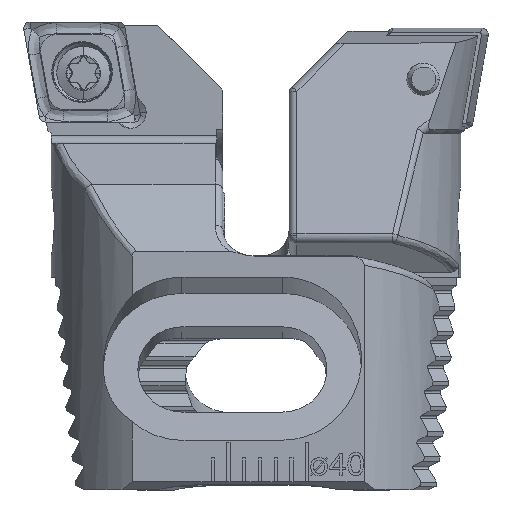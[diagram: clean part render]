
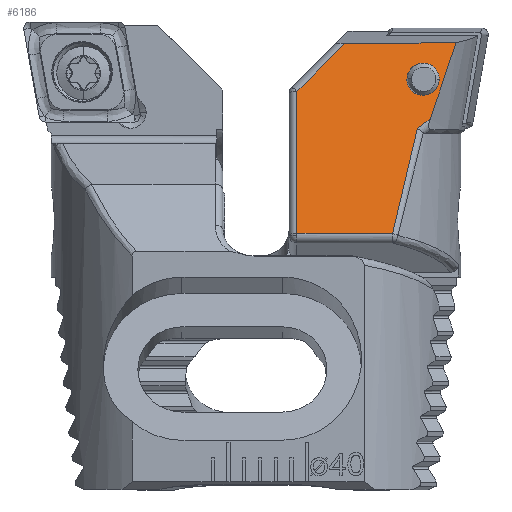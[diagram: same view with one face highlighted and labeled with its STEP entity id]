
A CAD part, top view. The second image highlights one B-rep face of the part: STEP entity #6186.
In plain terms, the highlighted face is planar.
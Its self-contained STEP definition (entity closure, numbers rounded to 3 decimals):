
#667 = ORIENTED_EDGE ( 'NONE', *, *, #951, .T. ) ;
#849 = ORIENTED_EDGE ( 'NONE', *, *, #19209, .T. ) ;
#911 = CARTESIAN_POINT ( 'NONE',  ( 2.043, -1.329, -6.027 ) ) ;
#951 = EDGE_CURVE ( 'NONE', #19804, #5510, #14899, .T. ) ;
#1471 = CARTESIAN_POINT ( 'NONE',  ( 5.196, -5.692, -7.196 ) ) ;
#1856 = CARTESIAN_POINT ( 'NONE',  ( 3.114, -3.642, -6.647 ) ) ;
#2160 = ORIENTED_EDGE ( 'NONE', *, *, #17129, .T. ) ;
#2672 = FACE_BOUND ( 'NONE', #8872, .T. ) ;
#3271 = CARTESIAN_POINT ( 'NONE',  ( 9.113, -1.376, -6.039 ) ) ;
#3484 = ORIENTED_EDGE ( 'NONE', *, *, #22698, .T. ) ;
#3773 = ORIENTED_EDGE ( 'NONE', *, *, #14087, .T. ) ;
#4380 = CARTESIAN_POINT ( 'NONE',  ( 12.15, -0.147, -5.71 ) ) ;
#4447 = CARTESIAN_POINT ( 'NONE',  ( 12.15, -4.413, -6.853 ) ) ;
#4619 = CARTESIAN_POINT ( 'NONE',  ( 2.576, -3.002, -6.475 ) ) ;
#4766 = CARTESIAN_POINT ( 'NONE',  ( 5.167, -3.642, -6.647 ) ) ;
#4943 = LINE ( 'NONE', #4380, #19022 ) ;
#5135 =( BOUNDED_CURVE ( )  B_SPLINE_CURVE ( 3, ( #22041, #11019, #12855, #1856 ),
 .UNSPECIFIED., .F., .T. ) 
 B_SPLINE_CURVE_WITH_KNOTS ( ( 4, 4 ),
 ( 4.519, 7.661 ),
 .UNSPECIFIED. ) 
 CURVE ( )  GEOMETRIC_REPRESENTATION_ITEM ( )  RATIONAL_B_SPLINE_CURVE ( ( 1., 0.333, 0.333, 1. ) ) 
 REPRESENTATION_ITEM ( '' )  );
#5510 = VERTEX_POINT ( 'NONE', #911 ) ;
#5537 = CARTESIAN_POINT ( 'NONE',  ( 29.25, -13.434, -9.271 ) ) ;
#5575 =( BOUNDED_CURVE ( )  B_SPLINE_CURVE ( 3, ( #18773, #7867, #9714, #22555 ),
 .UNSPECIFIED., .F., .F. ) 
 B_SPLINE_CURVE_WITH_KNOTS ( ( 4, 4 ),
 ( 3.891, 4.09 ),
 .UNSPECIFIED. ) 
 CURVE ( )  GEOMETRIC_REPRESENTATION_ITEM ( )  RATIONAL_B_SPLINE_CURVE ( ( 1., 0.997, 0.997, 1. ) ) 
 REPRESENTATION_ITEM ( '' )  );
#6027 = VERTEX_POINT ( 'NONE', #13054 ) ;
#6164 = CARTESIAN_POINT ( 'NONE',  ( 6.078, -13.434, -9.271 ) ) ;
#6180 = CARTESIAN_POINT ( 'NONE',  ( 18.197, -10.459, -8.473 ) ) ;
#6186 = ADVANCED_FACE ( 'NONE', ( #2672, #15589 ), #7268, .F. ) ;
#6238 = DIRECTION ( 'NONE',  ( 0., -0.966, -0.259 ) ) ;
#6384 = VERTEX_POINT ( 'NONE', #4447 ) ;
#6624 =( BOUNDED_CURVE ( )  B_SPLINE_CURVE ( 3, ( #19795, #10623, #1471, #14304 ),
 .UNSPECIFIED., .F., .T. ) 
 B_SPLINE_CURVE_WITH_KNOTS ( ( 4, 4 ),
 ( 1.378, 4.519 ),
 .UNSPECIFIED. ) 
 CURVE ( )  GEOMETRIC_REPRESENTATION_ITEM ( )  RATIONAL_B_SPLINE_CURVE ( ( 1., 0.333, 0.333, 1. ) ) 
 REPRESENTATION_ITEM ( '' )  );
#7035 = EDGE_LOOP ( 'NONE', ( #18759, #667, #14921, #2160, #849, #9571, #3484 ) ) ;
#7126 = DIRECTION ( 'NONE',  ( 0., -0.259, 0.966 ) ) ;
#7268 = PLANE ( 'NONE',  #18422 ) ;
#7367 = EDGE_CURVE ( 'NONE', #6027, #19804, #18477, .T. ) ;
#7867 = CARTESIAN_POINT ( 'NONE',  ( 5.495, -11.409, -8.728 ) ) ;
#8316 = CARTESIAN_POINT ( 'NONE',  ( 2.043, -1.329, -6.027 ) ) ;
#8503 = CARTESIAN_POINT ( 'NONE',  ( 12.15, -13.434, -9.271 ) ) ;
#8872 = EDGE_LOOP ( 'NONE', ( #3773, #23351 ) ) ;
#9571 = ORIENTED_EDGE ( 'NONE', *, *, #16855, .T. ) ;
#9714 = CARTESIAN_POINT ( 'NONE',  ( 4.968, -9.178, -8.13 ) ) ;
#10623 = CARTESIAN_POINT ( 'NONE',  ( 3.143, -5.692, -7.196 ) ) ;
#10947 = VECTOR ( 'NONE', #19010, 1000. ) ;
#11019 = CARTESIAN_POINT ( 'NONE',  ( 5.138, -1.592, -6.097 ) ) ;
#11030 = VERTEX_POINT ( 'NONE', #3271 ) ;
#11401 = VERTEX_POINT ( 'NONE', #4766 ) ;
#11514 = CARTESIAN_POINT ( 'NONE',  ( 29.24, -1.51, -6.075 ) ) ;
#11734 = CARTESIAN_POINT ( 'NONE',  ( 3.691, -6.18, -7.327 ) ) ;
#12125 = VECTOR ( 'NONE', #13352, 1000. ) ;
#12371 = CARTESIAN_POINT ( 'NONE',  ( 29.25, -0.147, -5.71 ) ) ;
#12855 = CARTESIAN_POINT ( 'NONE',  ( 3.085, -1.592, -6.097 ) ) ;
#13054 = CARTESIAN_POINT ( 'NONE',  ( 4.503, -6.763, -7.483 ) ) ;
#13352 = DIRECTION ( 'NONE',  ( -1., 0.007, 0.002 ) ) ;
#14087 = EDGE_CURVE ( 'NONE', #11401, #19748, #5135, .T. ) ;
#14304 = CARTESIAN_POINT ( 'NONE',  ( 5.167, -3.642, -6.647 ) ) ;
#14387 = VECTOR ( 'NONE', #20237, 1000. ) ;
#14899 =( BOUNDED_CURVE ( )  B_SPLINE_CURVE ( 3, ( #19338, #17475, #4619, #8316 ),
 .UNSPECIFIED., .F., .F. ) 
 B_SPLINE_CURVE_WITH_KNOTS ( ( 4, 4 ),
 ( 4.16, 4.277 ),
 .UNSPECIFIED. ) 
 CURVE ( )  GEOMETRIC_REPRESENTATION_ITEM ( )  RATIONAL_B_SPLINE_CURVE ( ( 1., 0.999, 0.999, 1. ) ) 
 REPRESENTATION_ITEM ( '' )  );
#14921 = ORIENTED_EDGE ( 'NONE', *, *, #19150, .F. ) ;
#15589 = FACE_OUTER_BOUND ( 'NONE', #7035, .T. ) ;
#15812 = LINE ( 'NONE', #6180, #10947 ) ;
#16188 = CARTESIAN_POINT ( 'NONE',  ( 3.691, -6.18, -7.327 ) ) ;
#16855 = EDGE_CURVE ( 'NONE', #19745, #21665, #19876, .T. ) ;
#17129 = EDGE_CURVE ( 'NONE', #11030, #6384, #15812, .T. ) ;
#17475 = CARTESIAN_POINT ( 'NONE',  ( 3.126, -4.621, -6.909 ) ) ;
#17589 = LINE ( 'NONE', #11514, #12125 ) ;
#18383 = DIRECTION ( 'NONE',  ( 0., -0.966, -0.259 ) ) ;
#18422 = AXIS2_PLACEMENT_3D ( 'NONE', #12371, #7126, #18383 ) ;
#18477 = B_SPLINE_CURVE_WITH_KNOTS ( 'NONE', 3,
 ( #19048, #18963, #22736, #11734 ),
 .UNSPECIFIED., .F., .F.,
 ( 4, 4 ),
 ( 0., 0.001 ),
 .UNSPECIFIED. ) ;
#18759 = ORIENTED_EDGE ( 'NONE', *, *, #7367, .T. ) ;
#18773 = CARTESIAN_POINT ( 'NONE',  ( 6.078, -13.434, -9.271 ) ) ;
#18963 = CARTESIAN_POINT ( 'NONE',  ( 4.23, -6.572, -7.432 ) ) ;
#19010 = DIRECTION ( 'NONE',  ( 0.695, -0.695, -0.186 ) ) ;
#19022 = VECTOR ( 'NONE', #6238, 1000. ) ;
#19048 = CARTESIAN_POINT ( 'NONE',  ( 4.503, -6.763, -7.483 ) ) ;
#19150 = EDGE_CURVE ( 'NONE', #11030, #5510, #17589, .T. ) ;
#19209 = EDGE_CURVE ( 'NONE', #6384, #19745, #4943, .T. ) ;
#19338 = CARTESIAN_POINT ( 'NONE',  ( 3.691, -6.18, -7.327 ) ) ;
#19430 = EDGE_CURVE ( 'NONE', #19748, #11401, #6624, .T. ) ;
#19745 = VERTEX_POINT ( 'NONE', #8503 ) ;
#19748 = VERTEX_POINT ( 'NONE', #19762 ) ;
#19762 = CARTESIAN_POINT ( 'NONE',  ( 3.114, -3.642, -6.647 ) ) ;
#19795 = CARTESIAN_POINT ( 'NONE',  ( 3.114, -3.642, -6.647 ) ) ;
#19804 = VERTEX_POINT ( 'NONE', #16188 ) ;
#19876 = LINE ( 'NONE', #5537, #14387 ) ;
#20237 = DIRECTION ( 'NONE',  ( -1., 0., 0. ) ) ;
#21665 = VERTEX_POINT ( 'NONE', #6164 ) ;
#22041 = CARTESIAN_POINT ( 'NONE',  ( 5.167, -3.642, -6.647 ) ) ;
#22555 = CARTESIAN_POINT ( 'NONE',  ( 4.503, -6.763, -7.483 ) ) ;
#22698 = EDGE_CURVE ( 'NONE', #21665, #6027, #5575, .T. ) ;
#22736 = CARTESIAN_POINT ( 'NONE',  ( 3.96, -6.377, -7.38 ) ) ;
#23351 = ORIENTED_EDGE ( 'NONE', *, *, #19430, .T. ) ;
